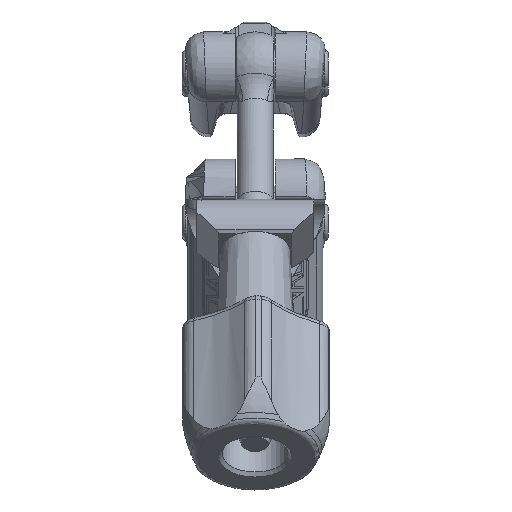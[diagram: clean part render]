
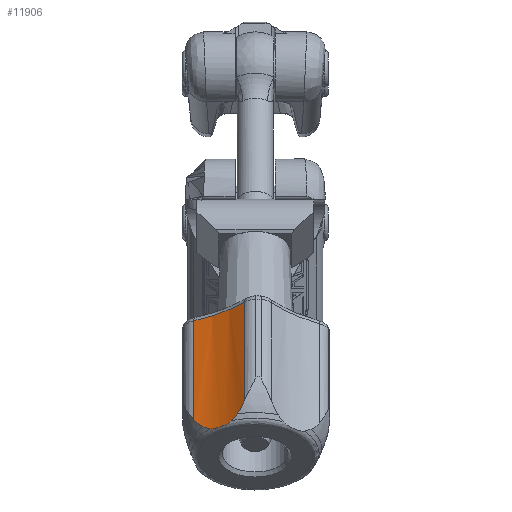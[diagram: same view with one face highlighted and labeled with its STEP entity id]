
A CAD part, top view. The second image highlights one B-rep face of the part: STEP entity #11906.
In plain terms, the highlighted cylindrical face has radius 19.967 mm (diameter 39.934 mm), a partial arc.
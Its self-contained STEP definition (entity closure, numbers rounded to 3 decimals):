
#1749=LINE('',#23470,#2872);
#1750=LINE('',#23488,#2873);
#2872=VECTOR('',#15698,1000.);
#2873=VECTOR('',#15703,1000.);
#3030=CIRCLE('',#12920,19.967);
#6350=ORIENTED_EDGE('',*,*,#8255,.F.);
#6351=ORIENTED_EDGE('',*,*,#8254,.F.);
#6352=ORIENTED_EDGE('',*,*,#8195,.T.);
#6353=ORIENTED_EDGE('',*,*,#8256,.T.);
#6354=ORIENTED_EDGE('',*,*,#8257,.T.);
#6355=ORIENTED_EDGE('',*,*,#8175,.T.);
#6356=ORIENTED_EDGE('',*,*,#8188,.T.);
#6357=ORIENTED_EDGE('',*,*,#8258,.T.);
#8175=EDGE_CURVE('',#9408,#9407,#9760,.T.);
#8188=EDGE_CURVE('',#9407,#9415,#9766,.T.);
#8195=EDGE_CURVE('',#9419,#9418,#9772,.T.);
#8254=EDGE_CURVE('',#9419,#9468,#1749,.T.);
#8255=EDGE_CURVE('',#9468,#9469,#3030,.T.);
#8256=EDGE_CURVE('',#9418,#9470,#9775,.T.);
#8257=EDGE_CURVE('',#9470,#9408,#9776,.T.);
#8258=EDGE_CURVE('',#9415,#9469,#1750,.T.);
#9407=VERTEX_POINT('',#23244);
#9408=VERTEX_POINT('',#23251);
#9415=VERTEX_POINT('',#23303);
#9418=VERTEX_POINT('',#23336);
#9419=VERTEX_POINT('',#23341);
#9468=VERTEX_POINT('',#23469);
#9469=VERTEX_POINT('',#23473);
#9470=VERTEX_POINT('',#23480);
#9760=B_SPLINE_CURVE_WITH_KNOTS('',3,(#23245,#23246,#23247,#23248,#23249,
#23250),.UNSPECIFIED.,.F.,.F.,(4,2,4),(1.674,1.709,
1.794),.UNSPECIFIED.);
#9766=B_SPLINE_CURVE_WITH_KNOTS('',3,(#23304,#23305,#23306,#23307),
 .UNSPECIFIED.,.F.,.F.,(4,4),(0.,0.002),
 .UNSPECIFIED.);
#9772=B_SPLINE_CURVE_WITH_KNOTS('',3,(#23337,#23338,#23339,#23340),
 .UNSPECIFIED.,.F.,.F.,(4,4),(0.,0.002),
 .UNSPECIFIED.);
#9775=B_SPLINE_CURVE_WITH_KNOTS('',3,(#23474,#23475,#23476,#23477,#23478,
#23479),.UNSPECIFIED.,.F.,.F.,(4,2,4),(1.19,1.275,
1.31),.UNSPECIFIED.);
#9776=B_SPLINE_CURVE_WITH_KNOTS('',3,(#23481,#23482,#23483,#23484,#23485,
#23486,#23487),.UNSPECIFIED.,.F.,.F.,(4,1,1,1,4),(0.,
0.001,0.002,0.003,0.004),
 .UNSPECIFIED.);
#10450=EDGE_LOOP('',(#6350,#6351,#6352,#6353,#6354,#6355,#6356,#6357));
#11162=FACE_BOUND('',#10450,.T.);
#11318=CYLINDRICAL_SURFACE('',#12919,19.967);
#11906=ADVANCED_FACE('',(#11162),#11318,.F.);
#12919=AXIS2_PLACEMENT_3D('',#23471,#15699,#15700);
#12920=AXIS2_PLACEMENT_3D('',#23472,#15701,#15702);
#15698=DIRECTION('',(0.,0.,-1.));
#15699=DIRECTION('',(0.,0.,1.));
#15700=DIRECTION('',(-0.743,-0.669,0.));
#15701=DIRECTION('',(0.,0.,1.));
#15702=DIRECTION('',(-0.587,-0.809,0.));
#15703=DIRECTION('',(0.,0.,-1.));
#23244=CARTESIAN_POINT('',(7.414,5.38,15.821));
#23245=CARTESIAN_POINT('',(6.482,5.905,16.5));
#23246=CARTESIAN_POINT('',(6.576,5.848,16.445));
#23247=CARTESIAN_POINT('',(6.669,5.794,16.387));
#23248=CARTESIAN_POINT('',(6.984,5.612,16.174));
#23249=CARTESIAN_POINT('',(7.203,5.492,16.003));
#23250=CARTESIAN_POINT('',(7.414,5.38,15.821));
#23251=CARTESIAN_POINT('',(6.482,5.905,16.5));
#23303=CARTESIAN_POINT('',(8.636,4.787,14.303));
#23304=CARTESIAN_POINT('',(7.414,5.38,15.821));
#23305=CARTESIAN_POINT('',(7.9,5.124,15.401));
#23306=CARTESIAN_POINT('',(8.305,4.934,14.89));
#23307=CARTESIAN_POINT('',(8.636,4.787,14.303));
#23336=CARTESIAN_POINT('',(2.826,8.714,15.821));
#23337=CARTESIAN_POINT('',(1.901,9.673,14.345));
#23338=CARTESIAN_POINT('',(2.141,9.407,14.915));
#23339=CARTESIAN_POINT('',(2.441,9.087,15.411));
#23340=CARTESIAN_POINT('',(2.826,8.714,15.821));
#23341=CARTESIAN_POINT('',(1.901,9.673,14.345));
#23469=CARTESIAN_POINT('',(1.901,9.673,-2.));
#23470=CARTESIAN_POINT('',(1.901,9.673,14.345));
#23471=CARTESIAN_POINT('',(16.737,23.037,0.));
#23472=CARTESIAN_POINT('',(16.737,23.037,-2.));
#23473=CARTESIAN_POINT('',(8.636,4.787,-2.));
#23474=CARTESIAN_POINT('',(2.826,8.714,15.821));
#23475=CARTESIAN_POINT('',(2.997,8.547,16.003));
#23476=CARTESIAN_POINT('',(3.179,8.377,16.174));
#23477=CARTESIAN_POINT('',(3.449,8.133,16.387));
#23478=CARTESIAN_POINT('',(3.53,8.061,16.445));
#23479=CARTESIAN_POINT('',(3.613,7.989,16.5));
#23480=CARTESIAN_POINT('',(3.613,7.989,16.5));
#23481=CARTESIAN_POINT('',(3.613,7.989,16.5));
#23482=CARTESIAN_POINT('',(3.82,7.809,16.637));
#23483=CARTESIAN_POINT('',(4.28,7.423,16.762));
#23484=CARTESIAN_POINT('',(4.997,6.878,16.812));
#23485=CARTESIAN_POINT('',(5.738,6.364,16.762));
#23486=CARTESIAN_POINT('',(6.246,6.046,16.637));
#23487=CARTESIAN_POINT('',(6.482,5.905,16.5));
#23488=CARTESIAN_POINT('',(8.636,4.787,14.303));
